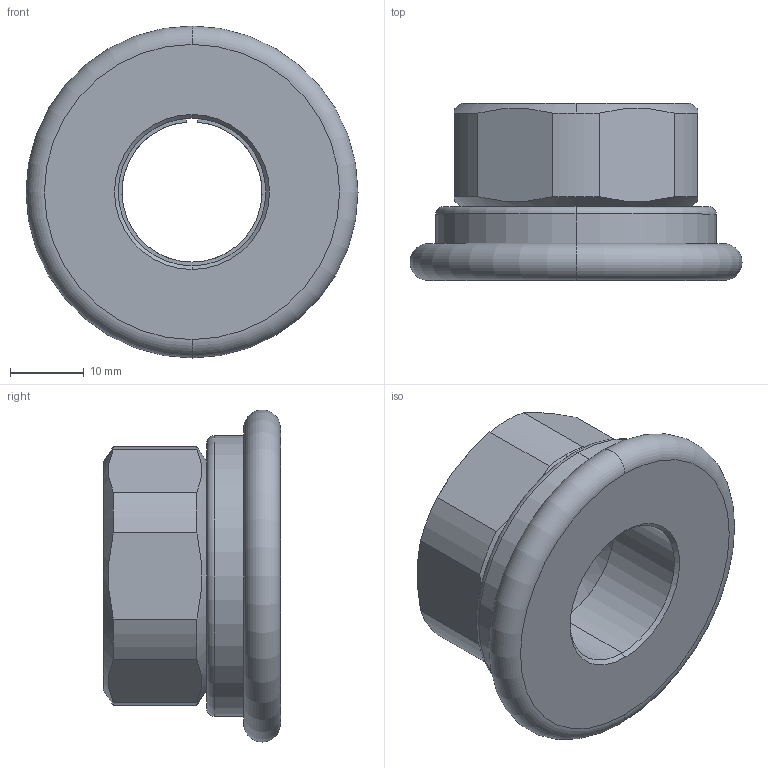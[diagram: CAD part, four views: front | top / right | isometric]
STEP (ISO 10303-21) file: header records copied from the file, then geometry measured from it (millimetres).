
FILE_DESCRIPTION (( 'STEP AP203' ), '1' );
FILE_NAME ('Roller-D45-d20-M27.STEP', '2020-09-02T07:51:05', ( '' ), ( '' ), 'SwSTEP 2.0', 'SolidWorks 2019', '' );
FILE_SCHEMA (( 'CONFIG_CONTROL_DESIGN' ));
Length unit declared in the file: millimetre
Products named in the file (4): Roller-UPE-D45-d20-T20-M27; RUrg-UPE-d19-A10-T10; Roller-D45-d20-M27; RNut-UPE-D35-M27-T14
Assembly tree (3 placements, depth 2):
  Roller-D45-d20-M27
    Roller-UPE-D45-d20-T20-M27
    RUrg-UPE-d19-A10-T10
    RNut-UPE-D35-M27-T14
Bounding box: 45 x 24 x 45 mm (x, y, z)
Volume: 19145.2 mm3; surface area: 10329.5 mm2
Topology: 3 solids, 3 shells, 65 faces, 144 edges, 90 vertices
Faces by surface type: cylinder 23, cone 19, plane 19, torus 4
Entity records: 2316 total; most frequent: CARTESIAN_POINT 421, DIRECTION 348, ORIENTED_EDGE 288, AXIS2_PLACEMENT_3D 149, EDGE_CURVE 144, VERTEX_POINT 90, CIRCLE 78, EDGE_LOOP 74
